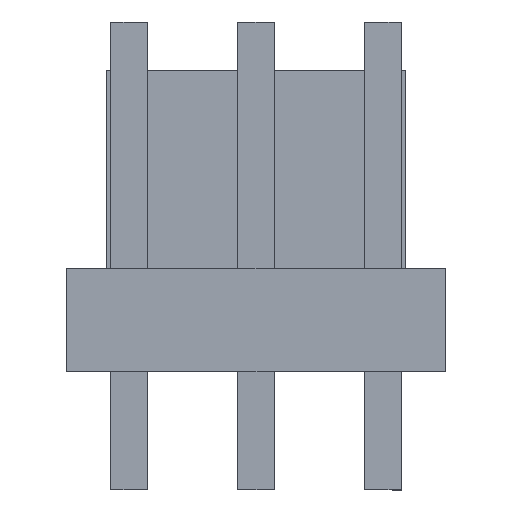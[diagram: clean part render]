
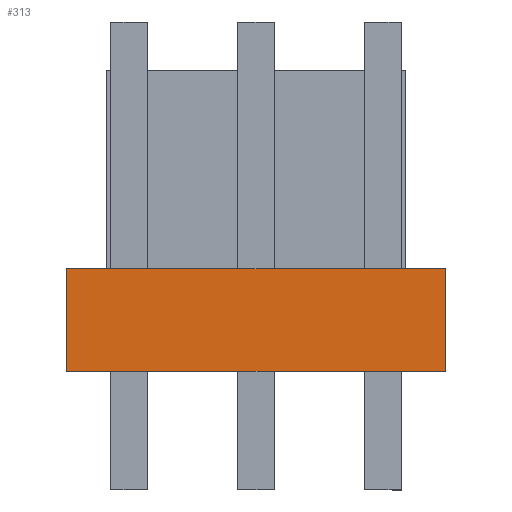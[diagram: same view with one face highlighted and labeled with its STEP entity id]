
A CAD part, top view. The second image highlights one B-rep face of the part: STEP entity #313.
In plain terms, the highlighted planar face has unit normal (0, 0, 1).
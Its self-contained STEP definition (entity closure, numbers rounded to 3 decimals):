
#153 = VERTEX_POINT ( 'NONE', #820 ) ;
#155 = EDGE_CURVE ( 'NONE', #225, #153, #879, .T. ) ;
#187 = VERTEX_POINT ( 'NONE', #893 ) ;
#189 = EDGE_CURVE ( 'NONE', #187, #216, #892, .T. ) ;
#216 = VERTEX_POINT ( 'NONE', #967 ) ;
#225 = VERTEX_POINT ( 'NONE', #953 ) ;
#261 = ORIENTED_EDGE ( 'NONE', *, *, #155, .T. ) ;
#264 = EDGE_CURVE ( 'NONE', #187, #225, #1063, .T. ) ;
#266 = ORIENTED_EDGE ( 'NONE', *, *, #189, .F. ) ;
#267 = ORIENTED_EDGE ( 'NONE', *, *, #264, .T. ) ;
#313 = ADVANCED_FACE ( 'NONE', ( #1129 ), #1128, .T. ) ;
#314 = EDGE_LOOP ( 'NONE', ( #359, #266, #267, #261 ) ) ;
#359 = ORIENTED_EDGE ( 'NONE', *, *, #360, .F. ) ;
#360 = EDGE_CURVE ( 'NONE', #216, #153, #1184, .T. ) ;
#820 = CARTESIAN_POINT ( 'NONE',  ( 5.91, 0., 4.25 ) ) ;
#876 = DIRECTION ( 'NONE',  ( 1., 0., 0. ) ) ;
#877 = VECTOR ( 'NONE', #876, 1000. ) ;
#878 = CARTESIAN_POINT ( 'NONE',  ( -5.91, 0., 4.25 ) ) ;
#879 = LINE ( 'NONE', #878, #877 ) ;
#889 = DIRECTION ( 'NONE',  ( 1., 0., 0. ) ) ;
#890 = VECTOR ( 'NONE', #889, 1000. ) ;
#891 = CARTESIAN_POINT ( 'NONE',  ( -5.91, 3.2, 4.25 ) ) ;
#892 = LINE ( 'NONE', #891, #890 ) ;
#893 = CARTESIAN_POINT ( 'NONE',  ( -5.91, 3.2, 4.25 ) ) ;
#953 = CARTESIAN_POINT ( 'NONE',  ( -5.91, 0., 4.25 ) ) ;
#967 = CARTESIAN_POINT ( 'NONE',  ( 5.91, 3.2, 4.25 ) ) ;
#1060 = DIRECTION ( 'NONE',  ( 0., -1., 0. ) ) ;
#1061 = VECTOR ( 'NONE', #1060, 1000. ) ;
#1062 = CARTESIAN_POINT ( 'NONE',  ( -5.91, 3.2, 4.25 ) ) ;
#1063 = LINE ( 'NONE', #1062, #1061 ) ;
#1124 = DIRECTION ( 'NONE',  ( -1., 0., 0. ) ) ;
#1125 = DIRECTION ( 'NONE',  ( 0., 0., 1. ) ) ;
#1126 = CARTESIAN_POINT ( 'NONE',  ( -5.91, 3.2, 4.25 ) ) ;
#1127 = AXIS2_PLACEMENT_3D ( 'NONE', #1126, #1125, #1124 ) ;
#1128 = PLANE ( 'NONE',  #1127 ) ;
#1129 = FACE_OUTER_BOUND ( 'NONE', #314, .T. ) ;
#1181 = DIRECTION ( 'NONE',  ( 0., -1., 0. ) ) ;
#1182 = VECTOR ( 'NONE', #1181, 1000. ) ;
#1183 = CARTESIAN_POINT ( 'NONE',  ( 5.91, 3.2, 4.25 ) ) ;
#1184 = LINE ( 'NONE', #1183, #1182 ) ;
